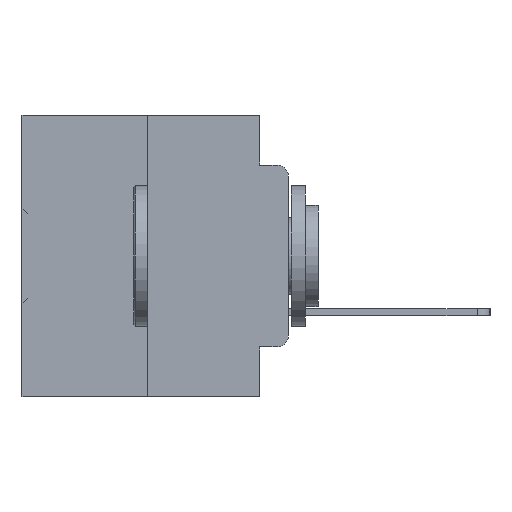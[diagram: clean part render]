
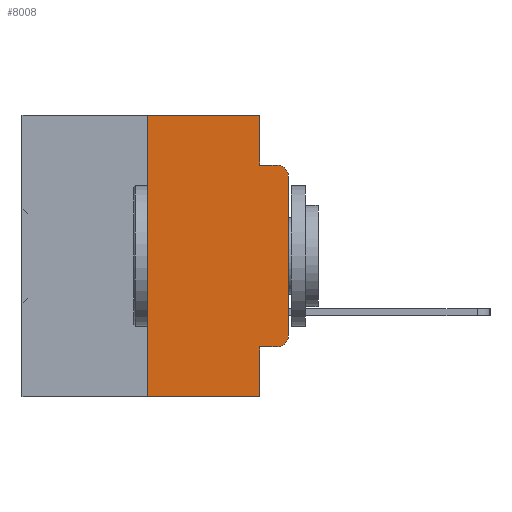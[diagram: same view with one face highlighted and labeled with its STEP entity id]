
A CAD part, left-side view. The second image highlights one B-rep face of the part: STEP entity #8008.
In plain terms, the highlighted planar face has unit normal (-1, 0, 0).
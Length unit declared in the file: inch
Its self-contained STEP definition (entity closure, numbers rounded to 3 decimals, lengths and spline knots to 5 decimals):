
#915 = LINE ( 'NONE', #5640, #8862 ) ;
#939 = DIRECTION ( 'NONE',  ( -1., 0., 0. ) ) ;
#1583 = VERTEX_POINT ( 'NONE', #28547 ) ;
#2054 = EDGE_CURVE ( 'NONE', #8125, #19868, #19847, .T. ) ;
#2548 = EDGE_CURVE ( 'NONE', #1583, #19868, #21220, .T. ) ;
#3189 = PLANE ( 'NONE',  #17413 ) ;
#3237 = LINE ( 'NONE', #29672, #11893 ) ;
#3310 = EDGE_CURVE ( 'NONE', #1583, #16985, #915, .T. ) ;
#4579 = EDGE_CURVE ( 'NONE', #8125, #32698, #5594, .T. ) ;
#5594 = LINE ( 'NONE', #30624, #34626 ) ;
#5640 = CARTESIAN_POINT ( 'NONE',  ( 0., 0.051, -0.4115 ) ) ;
#6349 = CARTESIAN_POINT ( 'NONE',  ( 0., 0.02, -0.1085 ) ) ;
#6577 = EDGE_CURVE ( 'NONE', #15087, #10202, #25709, .T. ) ;
#6661 = CARTESIAN_POINT ( 'NONE',  ( 0., 0.02, -0.0885 ) ) ;
#6703 = CARTESIAN_POINT ( 'NONE',  ( 0., 0.25, 0. ) ) ;
#7250 = AXIS2_PLACEMENT_3D ( 'NONE', #18179, #939, #21064 ) ;
#8008 = ADVANCED_FACE ( 'NONE', ( #18037 ), #3189, .F. ) ;
#8125 = VERTEX_POINT ( 'NONE', #12453 ) ;
#8710 = DIRECTION ( 'NONE',  ( 0., -1., 0. ) ) ;
#8862 = VECTOR ( 'NONE', #27773, 39.37008 ) ;
#9109 = DIRECTION ( 'NONE',  ( 1., 0., 0. ) ) ;
#9241 = DIRECTION ( 'NONE',  ( 0., 0., -1. ) ) ;
#9595 = ORIENTED_EDGE ( 'NONE', *, *, #25506, .T. ) ;
#9977 = ORIENTED_EDGE ( 'NONE', *, *, #17888, .T. ) ;
#10104 = ORIENTED_EDGE ( 'NONE', *, *, #16015, .F. ) ;
#10202 = VERTEX_POINT ( 'NONE', #36663 ) ;
#10657 = ORIENTED_EDGE ( 'NONE', *, *, #6577, .F. ) ;
#10845 = ORIENTED_EDGE ( 'NONE', *, *, #20363, .F. ) ;
#11020 = ORIENTED_EDGE ( 'NONE', *, *, #4579, .F. ) ;
#11849 = CARTESIAN_POINT ( 'NONE',  ( 0., 0.473, 0. ) ) ;
#11893 = VECTOR ( 'NONE', #12895, 39.37008 ) ;
#12341 = ORIENTED_EDGE ( 'NONE', *, *, #2054, .T. ) ;
#12453 = CARTESIAN_POINT ( 'NONE',  ( 0., 0.25, -0.5 ) ) ;
#12482 = ORIENTED_EDGE ( 'NONE', *, *, #2548, .F. ) ;
#12683 = ORIENTED_EDGE ( 'NONE', *, *, #3310, .T. ) ;
#12865 = ORIENTED_EDGE ( 'NONE', *, *, #19297, .T. ) ;
#12895 = DIRECTION ( 'NONE',  ( 0., 0., 1. ) ) ;
#13934 = CARTESIAN_POINT ( 'NONE',  ( 0., 0.473, 0. ) ) ;
#15087 = VERTEX_POINT ( 'NONE', #16833 ) ;
#15209 = CIRCLE ( 'NONE', #16427, 0.02 ) ;
#16015 = EDGE_CURVE ( 'NONE', #10202, #22852, #22499, .T. ) ;
#16160 = DIRECTION ( 'NONE',  ( 0., 0., -1. ) ) ;
#16427 = AXIS2_PLACEMENT_3D ( 'NONE', #6349, #26100, #9241 ) ;
#16833 = CARTESIAN_POINT ( 'NONE',  ( 0., 0.051, 0. ) ) ;
#16985 = VERTEX_POINT ( 'NONE', #29990 ) ;
#17413 = AXIS2_PLACEMENT_3D ( 'NONE', #11849, #9109, #28762 ) ;
#17888 = EDGE_CURVE ( 'NONE', #23458, #22852, #15209, .T. ) ;
#18037 = FACE_OUTER_BOUND ( 'NONE', #27121, .T. ) ;
#18179 = CARTESIAN_POINT ( 'NONE',  ( 0., 0.02, -0.3915 ) ) ;
#19035 = VECTOR ( 'NONE', #16160, 39.37008 ) ;
#19297 = EDGE_CURVE ( 'NONE', #16985, #35525, #20824, .T. ) ;
#19847 = LINE ( 'NONE', #24992, #33855 ) ;
#19868 = VERTEX_POINT ( 'NONE', #26342 ) ;
#20363 = EDGE_CURVE ( 'NONE', #32698, #15087, #26481, .T. ) ;
#20679 = CARTESIAN_POINT ( 'NONE',  ( 0., 0., -0.1085 ) ) ;
#20824 = CIRCLE ( 'NONE', #7250, 0.02 ) ;
#21064 = DIRECTION ( 'NONE',  ( 0., 0., -1. ) ) ;
#21220 = LINE ( 'NONE', #32429, #35207 ) ;
#21866 = CARTESIAN_POINT ( 'NONE',  ( 0., 0.051, 0. ) ) ;
#22499 = LINE ( 'NONE', #28384, #29906 ) ;
#22592 = CARTESIAN_POINT ( 'NONE',  ( 0., 0., -0.3915 ) ) ;
#22852 = VERTEX_POINT ( 'NONE', #6661 ) ;
#23458 = VERTEX_POINT ( 'NONE', #20679 ) ;
#23855 = VECTOR ( 'NONE', #27898, 39.37008 ) ;
#24992 = CARTESIAN_POINT ( 'NONE',  ( 0., 0.473, -0.5 ) ) ;
#25097 = DIRECTION ( 'NONE',  ( 0., -1., 0. ) ) ;
#25506 = EDGE_CURVE ( 'NONE', #35525, #23458, #3237, .T. ) ;
#25709 = LINE ( 'NONE', #21866, #19035 ) ;
#26100 = DIRECTION ( 'NONE',  ( -1., 0., 0. ) ) ;
#26342 = CARTESIAN_POINT ( 'NONE',  ( 0., 0.051, -0.5 ) ) ;
#26481 = LINE ( 'NONE', #13934, #23855 ) ;
#27121 = EDGE_LOOP ( 'NONE', ( #9595, #9977, #10104, #10657, #10845, #11020, #12341, #12482, #12683, #12865 ) ) ;
#27706 = DIRECTION ( 'NONE',  ( 0., 0., 1. ) ) ;
#27773 = DIRECTION ( 'NONE',  ( 0., -1., 0. ) ) ;
#27898 = DIRECTION ( 'NONE',  ( 0., -1., 0. ) ) ;
#28384 = CARTESIAN_POINT ( 'NONE',  ( 0., 0.051, -0.0885 ) ) ;
#28547 = CARTESIAN_POINT ( 'NONE',  ( 0., 0.051, -0.4115 ) ) ;
#28762 = DIRECTION ( 'NONE',  ( 0., 0., -1. ) ) ;
#29672 = CARTESIAN_POINT ( 'NONE',  ( 0., 0., 0. ) ) ;
#29906 = VECTOR ( 'NONE', #8710, 39.37008 ) ;
#29990 = CARTESIAN_POINT ( 'NONE',  ( 0., 0.02, -0.4115 ) ) ;
#30219 = DIRECTION ( 'NONE',  ( 0., 0., -1. ) ) ;
#30624 = CARTESIAN_POINT ( 'NONE',  ( 0., 0.25, 0. ) ) ;
#32429 = CARTESIAN_POINT ( 'NONE',  ( 0., 0.051, 0. ) ) ;
#32698 = VERTEX_POINT ( 'NONE', #6703 ) ;
#33855 = VECTOR ( 'NONE', #25097, 39.37008 ) ;
#34626 = VECTOR ( 'NONE', #27706, 39.37008 ) ;
#35207 = VECTOR ( 'NONE', #30219, 39.37008 ) ;
#35525 = VERTEX_POINT ( 'NONE', #22592 ) ;
#36663 = CARTESIAN_POINT ( 'NONE',  ( 0., 0.051, -0.0885 ) ) ;
